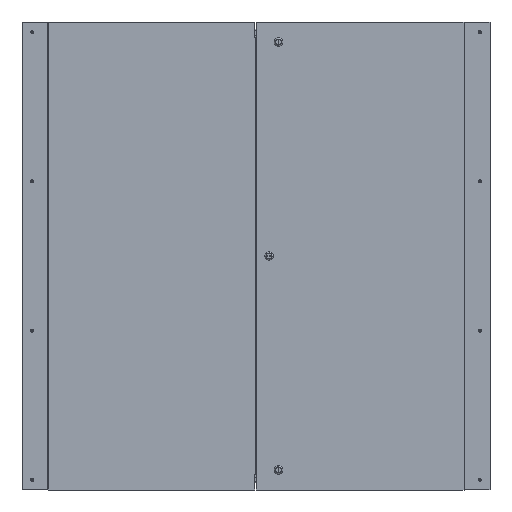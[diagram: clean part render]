
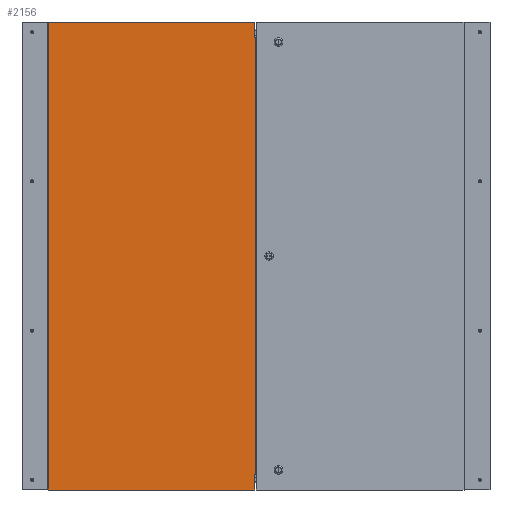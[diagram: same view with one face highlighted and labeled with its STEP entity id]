
A CAD part, front view. The second image highlights one B-rep face of the part: STEP entity #2156.
In plain terms, the highlighted planar face has unit normal (0, -1, 0).
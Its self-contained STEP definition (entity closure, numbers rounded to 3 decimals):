
#2156 = ADVANCED_FACE( '', ( #4193 ), #4194, .T. );
#4193 = FACE_OUTER_BOUND( '', #30724, .T. );
#4194 = PLANE( '', #30725 );
#30724 = EDGE_LOOP( '', ( #38260, #38261, #38262, #38263, #38264, #38265, #38266, #38267 ) );
#30725 = AXIS2_PLACEMENT_3D( '', #38268, #38269, #38270 );
#38260 = ORIENTED_EDGE( '', *, *, #40096, .F. );
#38261 = ORIENTED_EDGE( '', *, *, #39491, .T. );
#38262 = ORIENTED_EDGE( '', *, *, #40814, .F. );
#38263 = ORIENTED_EDGE( '', *, *, #39555, .F. );
#38264 = ORIENTED_EDGE( '', *, *, #39279, .T. );
#38265 = ORIENTED_EDGE( '', *, *, #39580, .T. );
#38266 = ORIENTED_EDGE( '', *, *, #39990, .T. );
#38267 = ORIENTED_EDGE( '', *, *, #40828, .F. );
#38268 = CARTESIAN_POINT( '', ( 0., 0., 0. ) );
#38269 = DIRECTION( '', ( 0., -1., 0. ) );
#38270 = DIRECTION( '', ( 0., 0., -1. ) );
#39279 = EDGE_CURVE( '', #41590, #41594, #41596, .T. );
#39491 = EDGE_CURVE( '', #41956, #41957, #41958, .T. );
#39555 = EDGE_CURVE( '', #41590, #42059, #42060, .T. );
#39580 = EDGE_CURVE( '', #41594, #42099, #42100, .T. );
#39990 = EDGE_CURVE( '', #42099, #42715, #42717, .T. );
#40096 = EDGE_CURVE( '', #41956, #42873, #42874, .T. );
#40814 = EDGE_CURVE( '', #42059, #41957, #43763, .T. );
#40828 = EDGE_CURVE( '', #42873, #42715, #43778, .T. );
#41590 = VERTEX_POINT( '', #45192 );
#41594 = VERTEX_POINT( '', #45198 );
#41596 = LINE( '', #45201, #45202 );
#41956 = VERTEX_POINT( '', #45923 );
#41957 = VERTEX_POINT( '', #45924 );
#41958 = LINE( '', #45925, #45926 );
#42059 = VERTEX_POINT( '', #46117 );
#42060 = LINE( '', #46118, #46119 );
#42099 = VERTEX_POINT( '', #46172 );
#42100 = LINE( '', #46173, #46174 );
#42715 = VERTEX_POINT( '', #47744 );
#42717 = LINE( '', #47747, #47748 );
#42873 = VERTEX_POINT( '', #48126 );
#42874 = LINE( '', #48127, #48128 );
#43763 = LINE( '', #50233, #50234 );
#43778 = LINE( '', #50252, #50253 );
#45192 = CARTESIAN_POINT( '', ( 270.675, 0., 628.65 ) );
#45198 = CARTESIAN_POINT( '', ( -284.95, 0., 628.65 ) );
#45201 = CARTESIAN_POINT( '', ( 284.95, 0., 628.65 ) );
#45202 = VECTOR( '', #50801, 1000. );
#45923 = CARTESIAN_POINT( '', ( 271.404, 0., -587.375 ) );
#45924 = CARTESIAN_POINT( '', ( 271.404, 0., 587.375 ) );
#45925 = CARTESIAN_POINT( '', ( 271.404, 0., -587.375 ) );
#45926 = VECTOR( '', #51031, 1000. );
#46117 = CARTESIAN_POINT( '', ( 270.675, 0., 587.375 ) );
#46118 = CARTESIAN_POINT( '', ( 270.675, 0., 0. ) );
#46119 = VECTOR( '', #51091, 1000. );
#46172 = CARTESIAN_POINT( '', ( -284.95, 0., -628.65 ) );
#46173 = CARTESIAN_POINT( '', ( -284.95, 0., 628.65 ) );
#46174 = VECTOR( '', #51118, 1000. );
#47744 = CARTESIAN_POINT( '', ( 270.675, 0., -628.65 ) );
#47747 = CARTESIAN_POINT( '', ( -284.95, 0., -628.65 ) );
#47748 = VECTOR( '', #51484, 1000. );
#48126 = CARTESIAN_POINT( '', ( 270.675, 0., -587.375 ) );
#48127 = CARTESIAN_POINT( '', ( 0., 0., -587.375 ) );
#48128 = VECTOR( '', #51572, 1000. );
#50233 = CARTESIAN_POINT( '', ( 0., 0., 587.375 ) );
#50234 = VECTOR( '', #52195, 1000. );
#50252 = CARTESIAN_POINT( '', ( 270.675, 0., 0. ) );
#50253 = VECTOR( '', #52205, 1000. );
#50801 = DIRECTION( '', ( -1., 0., 0. ) );
#51031 = DIRECTION( '', ( 0., 0., 1. ) );
#51091 = DIRECTION( '', ( 0., 0., -1. ) );
#51118 = DIRECTION( '', ( 0., 0., -1. ) );
#51484 = DIRECTION( '', ( 1., 0., 0. ) );
#51572 = DIRECTION( '', ( -1., 0., 0. ) );
#52195 = DIRECTION( '', ( 1., 0., 0. ) );
#52205 = DIRECTION( '', ( 0., 0., -1. ) );
